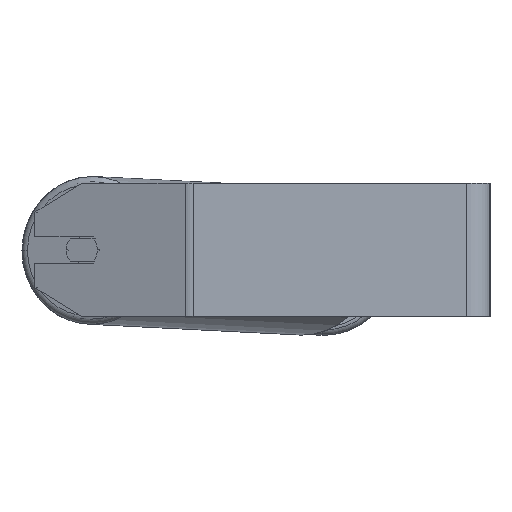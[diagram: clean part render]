
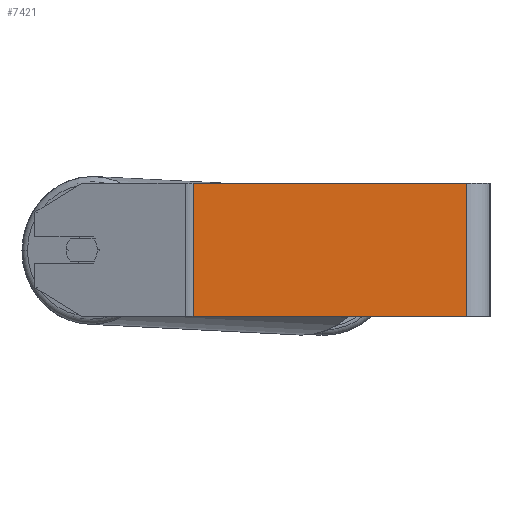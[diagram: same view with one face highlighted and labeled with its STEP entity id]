
A CAD part, left-side view. The second image highlights one B-rep face of the part: STEP entity #7421.
In plain terms, the highlighted planar face has unit normal (-1, 0, 0).
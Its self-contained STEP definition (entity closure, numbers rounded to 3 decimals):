
#16 = ORIENTED_EDGE ( 'NONE', *, *, #1827, .T. ) ;
#22 = DIRECTION ( 'NONE',  ( 0., 0., -1. ) ) ;
#200 = DIRECTION ( 'NONE',  ( 0., -1., 0. ) ) ;
#419 = EDGE_LOOP ( 'NONE', ( #669, #1398, #2839, #16 ) ) ;
#521 = VECTOR ( 'NONE', #5262, 1000. ) ;
#669 = ORIENTED_EDGE ( 'NONE', *, *, #5598, .T. ) ;
#1077 = VECTOR ( 'NONE', #2315, 1000. ) ;
#1398 = ORIENTED_EDGE ( 'NONE', *, *, #5762, .F. ) ;
#1655 = CARTESIAN_POINT ( 'NONE',  ( -620., 178.583, -40. ) ) ;
#1804 = AXIS2_PLACEMENT_3D ( 'NONE', #1901, #5340, #6667 ) ;
#1827 = EDGE_CURVE ( 'NONE', #6276, #5374, #7378, .T. ) ;
#1901 = CARTESIAN_POINT ( 'NONE',  ( -620., 181.052, 40. ) ) ;
#2259 = CARTESIAN_POINT ( 'NONE',  ( -620., 14., -40. ) ) ;
#2315 = DIRECTION ( 'NONE',  ( 0., -1., 0. ) ) ;
#2329 = CARTESIAN_POINT ( 'NONE',  ( -620., 178.583, 40. ) ) ;
#2364 = CARTESIAN_POINT ( 'NONE',  ( -620., 181.052, -40. ) ) ;
#2670 = LINE ( 'NONE', #6586, #521 ) ;
#2708 = FACE_OUTER_BOUND ( 'NONE', #419, .T. ) ;
#2839 = ORIENTED_EDGE ( 'NONE', *, *, #3247, .F. ) ;
#3119 = VECTOR ( 'NONE', #22, 1000. ) ;
#3247 = EDGE_CURVE ( 'NONE', #6276, #8327, #5619, .T. ) ;
#4533 = VERTEX_POINT ( 'NONE', #2259 ) ;
#5262 = DIRECTION ( 'NONE',  ( 0., 0., -1. ) ) ;
#5340 = DIRECTION ( 'NONE',  ( 1., 0., 0. ) ) ;
#5374 = VERTEX_POINT ( 'NONE', #1655 ) ;
#5598 = EDGE_CURVE ( 'NONE', #5374, #4533, #8443, .T. ) ;
#5619 = LINE ( 'NONE', #7023, #7155 ) ;
#5762 = EDGE_CURVE ( 'NONE', #8327, #4533, #2670, .T. ) ;
#6102 = CARTESIAN_POINT ( 'NONE',  ( -620., 178.583, 40. ) ) ;
#6276 = VERTEX_POINT ( 'NONE', #2329 ) ;
#6586 = CARTESIAN_POINT ( 'NONE',  ( -620., 14., 40. ) ) ;
#6667 = DIRECTION ( 'NONE',  ( 0., 0., -1. ) ) ;
#7023 = CARTESIAN_POINT ( 'NONE',  ( -620., 181.052, 40. ) ) ;
#7155 = VECTOR ( 'NONE', #200, 1000. ) ;
#7378 = LINE ( 'NONE', #6102, #3119 ) ;
#7421 = ADVANCED_FACE ( 'NONE', ( #2708 ), #8687, .F. ) ;
#8327 = VERTEX_POINT ( 'NONE', #8353 ) ;
#8353 = CARTESIAN_POINT ( 'NONE',  ( -620., 14., 40. ) ) ;
#8443 = LINE ( 'NONE', #2364, #1077 ) ;
#8687 = PLANE ( 'NONE',  #1804 ) ;
